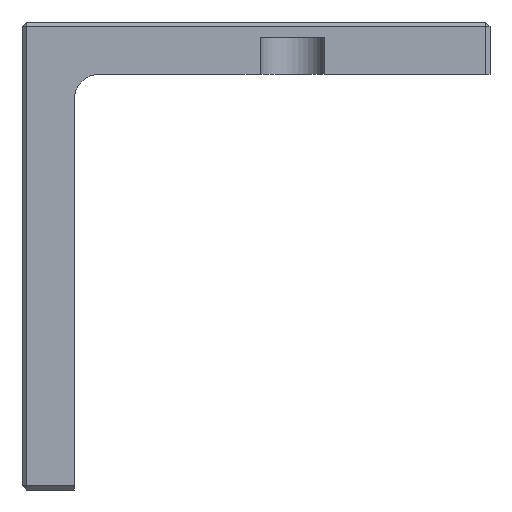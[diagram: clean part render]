
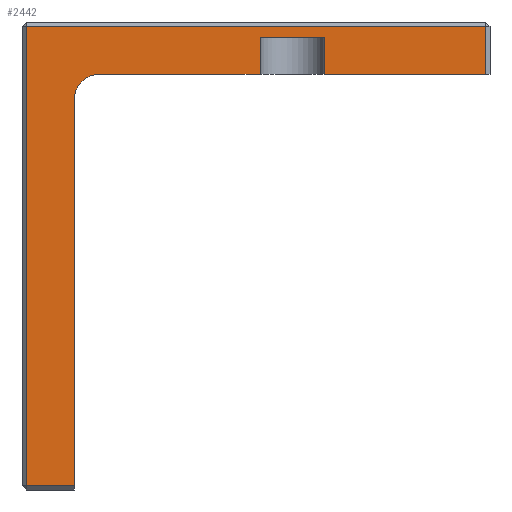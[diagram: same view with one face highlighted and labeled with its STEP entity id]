
A CAD part, left-side view. The second image highlights one B-rep face of the part: STEP entity #2442.
In plain terms, the highlighted planar face has unit normal (-1, 0, 0).
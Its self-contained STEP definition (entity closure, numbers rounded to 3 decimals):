
#29 = CARTESIAN_POINT ( 'NONE',  ( -25., -31., 31.6 ) ) ;
#68 = CARTESIAN_POINT ( 'NONE',  ( -25., -51., 33.5 ) ) ;
#82 = VECTOR ( 'NONE', #3229, 1000. ) ;
#178 = CARTESIAN_POINT ( 'NONE',  ( -25., 6.5, 31.6 ) ) ;
#205 = CARTESIAN_POINT ( 'NONE',  ( -25., -51., 33. ) ) ;
#298 = DIRECTION ( 'NONE',  ( 0., 1., 0. ) ) ;
#324 = CARTESIAN_POINT ( 'NONE',  ( -25., -3., 24. ) ) ;
#341 = AXIS2_PLACEMENT_3D ( 'NONE', #324, #2540, #644 ) ;
#409 = VECTOR ( 'NONE', #2396, 1000. ) ;
#435 = EDGE_CURVE ( 'NONE', #3561, #2007, #2360, .T. ) ;
#499 = CARTESIAN_POINT ( 'NONE',  ( -25., 6., -24. ) ) ;
#644 = DIRECTION ( 'NONE',  ( 0., 0., -1. ) ) ;
#665 = VECTOR ( 'NONE', #298, 1000. ) ;
#699 = DIRECTION ( 'NONE',  ( 0., 0., 1. ) ) ;
#746 = LINE ( 'NONE', #2907, #3902 ) ;
#810 = DIRECTION ( 'NONE',  ( 1., 0., 0. ) ) ;
#856 = DIRECTION ( 'NONE',  ( 0., 0., -1. ) ) ;
#870 = ORIENTED_EDGE ( 'NONE', *, *, #3495, .T. ) ;
#982 = CARTESIAN_POINT ( 'NONE',  ( -25., -51., 27. ) ) ;
#988 = CARTESIAN_POINT ( 'NONE',  ( -25., -23., 31.6 ) ) ;
#1000 = LINE ( 'NONE', #2751, #3113 ) ;
#1016 = CARTESIAN_POINT ( 'NONE',  ( -25., 0., -24. ) ) ;
#1062 = EDGE_CURVE ( 'NONE', #3356, #3957, #1000, .T. ) ;
#1152 = EDGE_CURVE ( 'NONE', #3425, #3561, #2126, .T. ) ;
#1177 = CARTESIAN_POINT ( 'NONE',  ( -25., 6., -30. ) ) ;
#1227 = ORIENTED_EDGE ( 'NONE', *, *, #1152, .T. ) ;
#1535 = AXIS2_PLACEMENT_3D ( 'NONE', #3644, #810, #3022 ) ;
#1581 = CIRCLE ( 'NONE', #341, 3. ) ;
#1640 = DIRECTION ( 'NONE',  ( 0., -1., 0. ) ) ;
#1703 = ORIENTED_EDGE ( 'NONE', *, *, #1062, .F. ) ;
#1719 = DIRECTION ( 'NONE',  ( 0., 0., 1. ) ) ;
#1720 = CARTESIAN_POINT ( 'NONE',  ( -25., 6., 33. ) ) ;
#1741 = PLANE ( 'NONE',  #1535 ) ;
#1799 = ORIENTED_EDGE ( 'NONE', *, *, #1863, .T. ) ;
#1820 = VERTEX_POINT ( 'NONE', #988 ) ;
#1858 = VERTEX_POINT ( 'NONE', #1016 ) ;
#1863 = EDGE_CURVE ( 'NONE', #3846, #2637, #3453, .T. ) ;
#1872 = ORIENTED_EDGE ( 'NONE', *, *, #2102, .T. ) ;
#1882 = CARTESIAN_POINT ( 'NONE',  ( -25., -23., 27. ) ) ;
#1974 = CARTESIAN_POINT ( 'NONE',  ( -25., -3., 27. ) ) ;
#2007 = VERTEX_POINT ( 'NONE', #1720 ) ;
#2023 = CARTESIAN_POINT ( 'NONE',  ( -25., -23., -30. ) ) ;
#2095 = ORIENTED_EDGE ( 'NONE', *, *, #2434, .F. ) ;
#2102 = EDGE_CURVE ( 'NONE', #2180, #3957, #1581, .T. ) ;
#2126 = LINE ( 'NONE', #68, #3855 ) ;
#2167 = ORIENTED_EDGE ( 'NONE', *, *, #2617, .T. ) ;
#2177 = FACE_OUTER_BOUND ( 'NONE', #3887, .T. ) ;
#2180 = VERTEX_POINT ( 'NONE', #3831 ) ;
#2294 = DIRECTION ( 'NONE',  ( 0., 0., 1. ) ) ;
#2360 = LINE ( 'NONE', #2515, #665 ) ;
#2384 = EDGE_CURVE ( 'NONE', #3356, #1820, #2387, .T. ) ;
#2387 = LINE ( 'NONE', #2023, #3963 ) ;
#2396 = DIRECTION ( 'NONE',  ( 0., -1., 0. ) ) ;
#2400 = ORIENTED_EDGE ( 'NONE', *, *, #3619, .T. ) ;
#2434 = EDGE_CURVE ( 'NONE', #3425, #2637, #3018, .T. ) ;
#2442 = ADVANCED_FACE ( 'NONE', ( #2177 ), #1741, .F. ) ;
#2446 = DIRECTION ( 'NONE',  ( 0., 1., 0. ) ) ;
#2448 = VECTOR ( 'NONE', #1640, 1000. ) ;
#2515 = CARTESIAN_POINT ( 'NONE',  ( -25., 6.5, 33. ) ) ;
#2540 = DIRECTION ( 'NONE',  ( 1., 0., 0. ) ) ;
#2617 = EDGE_CURVE ( 'NONE', #1858, #2180, #746, .T. ) ;
#2637 = VERTEX_POINT ( 'NONE', #3857 ) ;
#2683 = CARTESIAN_POINT ( 'NONE',  ( -25., -51.5, 27. ) ) ;
#2692 = DIRECTION ( 'NONE',  ( 0., 1., 0. ) ) ;
#2751 = CARTESIAN_POINT ( 'NONE',  ( -25., -51.5, 27. ) ) ;
#2907 = CARTESIAN_POINT ( 'NONE',  ( -25., 0., -30. ) ) ;
#2925 = VECTOR ( 'NONE', #2692, 1000. ) ;
#3018 = LINE ( 'NONE', #2683, #2925 ) ;
#3022 = DIRECTION ( 'NONE',  ( 0., 0., -1. ) ) ;
#3113 = VECTOR ( 'NONE', #2446, 1000. ) ;
#3114 = EDGE_CURVE ( 'NONE', #3509, #1858, #3286, .T. ) ;
#3224 = CARTESIAN_POINT ( 'NONE',  ( -25., 6.5, -24. ) ) ;
#3229 = DIRECTION ( 'NONE',  ( 0., 0., -1. ) ) ;
#3278 = ORIENTED_EDGE ( 'NONE', *, *, #2384, .T. ) ;
#3280 = VECTOR ( 'NONE', #856, 1000. ) ;
#3286 = LINE ( 'NONE', #3224, #2448 ) ;
#3356 = VERTEX_POINT ( 'NONE', #1882 ) ;
#3382 = LINE ( 'NONE', #1177, #3280 ) ;
#3425 = VERTEX_POINT ( 'NONE', #982 ) ;
#3453 = LINE ( 'NONE', #3849, #82 ) ;
#3495 = EDGE_CURVE ( 'NONE', #1820, #3846, #3768, .T. ) ;
#3509 = VERTEX_POINT ( 'NONE', #499 ) ;
#3561 = VERTEX_POINT ( 'NONE', #205 ) ;
#3619 = EDGE_CURVE ( 'NONE', #2007, #3509, #3382, .T. ) ;
#3644 = CARTESIAN_POINT ( 'NONE',  ( -25., 6.5, -30. ) ) ;
#3683 = ORIENTED_EDGE ( 'NONE', *, *, #3114, .T. ) ;
#3768 = LINE ( 'NONE', #178, #409 ) ;
#3831 = CARTESIAN_POINT ( 'NONE',  ( -25., 0., 24. ) ) ;
#3846 = VERTEX_POINT ( 'NONE', #29 ) ;
#3849 = CARTESIAN_POINT ( 'NONE',  ( -25., -31., -30. ) ) ;
#3855 = VECTOR ( 'NONE', #2294, 1000. ) ;
#3857 = CARTESIAN_POINT ( 'NONE',  ( -25., -31., 27. ) ) ;
#3887 = EDGE_LOOP ( 'NONE', ( #870, #1799, #2095, #1227, #4093, #2400, #3683, #2167, #1872, #1703, #3278 ) ) ;
#3902 = VECTOR ( 'NONE', #699, 1000. ) ;
#3957 = VERTEX_POINT ( 'NONE', #1974 ) ;
#3963 = VECTOR ( 'NONE', #1719, 1000. ) ;
#4093 = ORIENTED_EDGE ( 'NONE', *, *, #435, .T. ) ;
